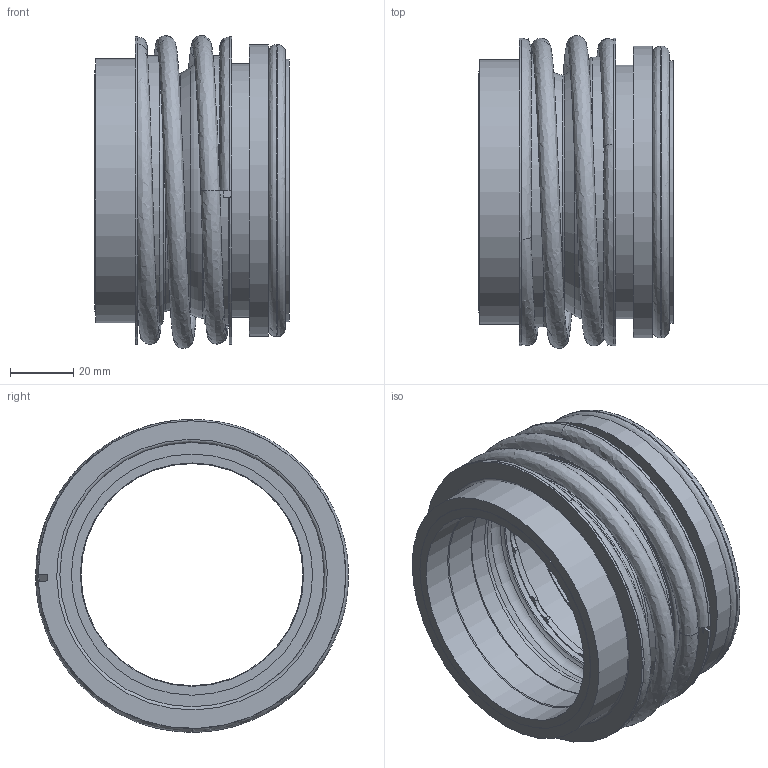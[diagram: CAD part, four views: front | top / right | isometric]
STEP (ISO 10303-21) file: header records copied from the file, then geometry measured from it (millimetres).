
FILE_DESCRIPTION(('Open CASCADE Model'),'2;1');
FILE_NAME('Open CASCADE Shape Model','2024-02-19T16:12:43',('Author'),( 'Open CASCADE'),'Open CASCADE STEP processor 7.7','Open CASCADE 7.7' ,'Unknown');
FILE_SCHEMA(('AUTOMOTIVE_DESIGN { 1 0 10303 214 1 1 1 1 }'));
Length unit declared in the file: millimetre
Products named in the file (9): Open CASCADE STEP translator 7.7 1; Open CASCADE STEP translator 7.7 1.1; Open CASCADE STEP translator 7.7 1.2; Open CASCADE STEP translator 7.7 1.3; Open CASCADE STEP translator 7.7 1.4; Open CASCADE STEP translator 7.7 1.5; Open CASCADE STEP translator 7.7 1.6; Open CASCADE STEP translator 7.7 1.7; Open CASCADE STEP translator 7.7 1.8
Assembly tree (8 placements, depth 2):
  Open CASCADE STEP translator 7.7 1
    Open CASCADE STEP translator 7.7 1.1
    Open CASCADE STEP translator 7.7 1.2
    Open CASCADE STEP translator 7.7 1.3
    Open CASCADE STEP translator 7.7 1.4
    Open CASCADE STEP translator 7.7 1.5
    Open CASCADE STEP translator 7.7 1.6
    Open CASCADE STEP translator 7.7 1.7
    Open CASCADE STEP translator 7.7 1.8
Bounding box: 61.2 x 98.62 x 98.63 mm (x, y, z)
Volume: 122228.3 mm3; surface area: 86352.5 mm2
Topology: 8 solids, 8 shells, 288 faces, 672 edges, 382 vertices
Faces by surface type: cylinder 123, plane 69, torus 43, bspline 28, sphere 18, cone 7
Full cylindrical faces by diameter (mm): 70 x1, 70.4 x1, 70.6 x1, 71 x1, 72 x1, 72.5 x1, 76 x1, 79.7 x1, 80 x2, 80.7 x2, 82.8 x2, 83.3 x4, 84.9 x2, 91.8 x1, 92 x1
Entity records: 27550 total; most frequent: CARTESIAN_POINT 14883, DIRECTION 2267, ORIENTED_EDGE 1288, PCURVE 1288, DEFINITIONAL_REPRESENTATION 1288, LINE 1065, VECTOR 1065, EDGE_CURVE 644
